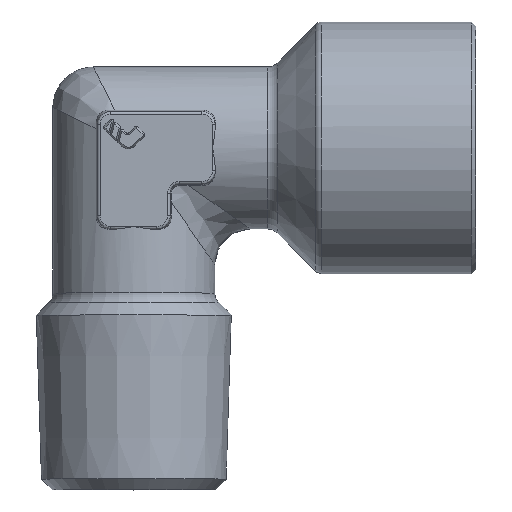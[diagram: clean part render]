
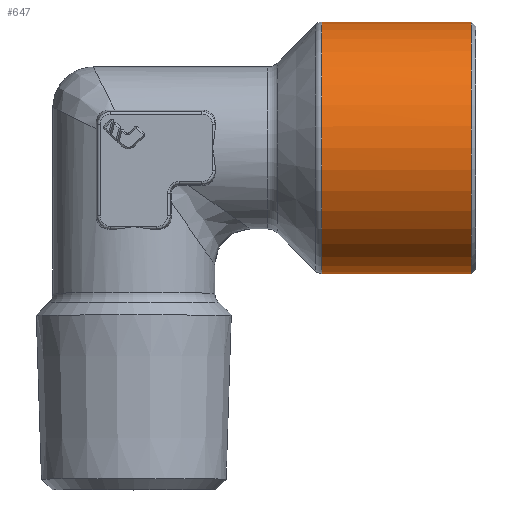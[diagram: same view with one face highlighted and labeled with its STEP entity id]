
A CAD part, top view. The second image highlights one B-rep face of the part: STEP entity #647.
In plain terms, the highlighted cylindrical face has radius 14 mm (diameter 28 mm), a partial arc.
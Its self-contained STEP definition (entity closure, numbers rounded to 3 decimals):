
#647=ADVANCED_FACE('',(#1388),#1389,.T.);
#1388=FACE_OUTER_BOUND('',#2754,.T.);
#1389=CYLINDRICAL_SURFACE('',#2755,14.0);
#2754=EDGE_LOOP('',(#4855,#4856,#4857,#4858,#4859));
#2755=AXIS2_PLACEMENT_3D('',#4860,#4861,#4862);
#4855=ORIENTED_EDGE('',*,*,#6386,.T.);
#4856=ORIENTED_EDGE('',*,*,#6663,.F.);
#4857=ORIENTED_EDGE('',*,*,#6388,.T.);
#4858=ORIENTED_EDGE('',*,*,#6664,.F.);
#4859=ORIENTED_EDGE('',*,*,#6212,.F.);
#4860=CARTESIAN_POINT('',(14.325,0.0,0.0));
#4861=DIRECTION('',(-1.0,-0.0,0.0));
#4862=DIRECTION('',(0.0,-1.0,0.0));
#6212=EDGE_CURVE('',#7455,#7457,#7458,.T.);
#6386=EDGE_CURVE('',#7455,#7624,#7734,.T.);
#6388=EDGE_CURVE('',#7620,#7735,#7737,.T.);
#6663=EDGE_CURVE('',#7620,#7624,#8123,.T.);
#6664=EDGE_CURVE('',#7457,#7735,#8124,.T.);
#7455=VERTEX_POINT('',#9594);
#7457=VERTEX_POINT('',#9596);
#7458=CIRCLE('',#9597,14.0);
#7620=VERTEX_POINT('',#9974);
#7624=VERTEX_POINT('',#9979);
#7734=LINE('',#10226,#10227);
#7735=VERTEX_POINT('',#10228);
#7737=LINE('',#10230,#10231);
#8123=CIRCLE('',#11379,14.0);
#8124=CIRCLE('',#11380,14.0);
#9594=CARTESIAN_POINT('',(20.914,-14.0,0.));
#9596=CARTESIAN_POINT('',(20.914,13.999,0.138));
#9597=AXIS2_PLACEMENT_3D('',#12200,#12201,#12202);
#9974=CARTESIAN_POINT('',(37.5,14.0,0.));
#9979=CARTESIAN_POINT('',(37.5,-14.0,0.0));
#10226=CARTESIAN_POINT('',(29.207,-14.0,0.));
#10227=VECTOR('',#12390,1.0);
#10228=CARTESIAN_POINT('',(20.914,14.0,0.0));
#10230=CARTESIAN_POINT('',(29.207,14.0,0.));
#10231=VECTOR('',#12394,1.0);
#11379=AXIS2_PLACEMENT_3D('',#12672,#12673,#12674);
#11380=AXIS2_PLACEMENT_3D('',#12675,#12676,#12677);
#12200=CARTESIAN_POINT('',(20.914,0.0,0.0));
#12201=DIRECTION('',(-1.0,0.0,0.0));
#12202=DIRECTION('',(0.0,1.0,0.0));
#12390=DIRECTION('',(1.0,-0.0,-0.0));
#12394=DIRECTION('',(-1.0,-0.0,-0.0));
#12672=CARTESIAN_POINT('',(37.5,0.0,0.0));
#12673=DIRECTION('',(1.0,0.0,0.0));
#12674=DIRECTION('',(0.0,1.0,0.0));
#12675=CARTESIAN_POINT('',(20.914,0.0,0.0));
#12676=DIRECTION('',(-1.0,0.0,0.0));
#12677=DIRECTION('',(0.0,1.0,0.0));
